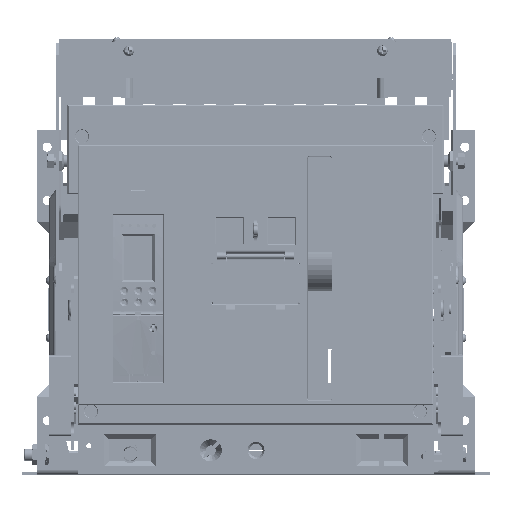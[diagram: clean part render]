
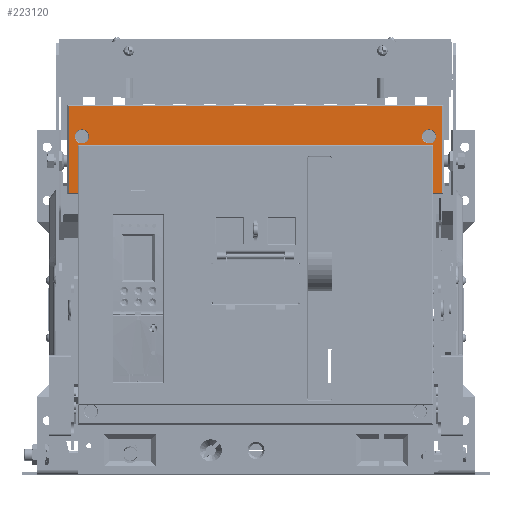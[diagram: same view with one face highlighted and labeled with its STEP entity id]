
A CAD part, top view. The second image highlights one B-rep face of the part: STEP entity #223120.
In plain terms, the highlighted planar face has unit normal (0, 0, 1).
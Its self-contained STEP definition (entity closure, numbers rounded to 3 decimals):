
#18698=CARTESIAN_POINT('',(41.5,326.501,-14.));
#18699=DIRECTION('',(0.,0.,1.));
#18700=DIRECTION('',(0.,1.,0.));
#18701=AXIS2_PLACEMENT_3D('',#18698,#18699,#18700);
#18703=DIRECTION('',(0.,-1.,0.));
#18704=VECTOR('',#18703,46.5);
#18705=CARTESIAN_POINT('',(40.5,326.501,-14.));
#18706=LINE('',#18705,#18704);
#18707=DIRECTION('',(-1.,0.,0.));
#18708=VECTOR('',#18707,9.);
#18709=CARTESIAN_POINT('',(40.5,280.001,-14.));
#18710=LINE('',#18709,#18708);
#18711=DIRECTION('',(0.,1.,0.));
#18712=VECTOR('',#18711,86.);
#18713=CARTESIAN_POINT('',(31.5,280.001,-14.));
#18714=LINE('',#18713,#18712);
#18715=DIRECTION('',(1.,0.,0.));
#18716=VECTOR('',#18715,371.);
#18717=CARTESIAN_POINT('',(31.5,366.001,-14.));
#18718=LINE('',#18717,#18716);
#18719=DIRECTION('',(-1.,0.,0.));
#18720=VECTOR('',#18719,9.);
#18721=CARTESIAN_POINT('',(402.5,280.001,-14.));
#18722=LINE('',#18721,#18720);
#18723=CARTESIAN_POINT('',(392.5,326.501,-14.));
#18724=DIRECTION('',(0.,0.,1.));
#18725=DIRECTION('',(1.,0.,0.));
#18726=AXIS2_PLACEMENT_3D('',#18723,#18724,#18725);
#18728=CARTESIAN_POINT('',(44.5,336.001,-14.));
#18729=DIRECTION('',(0.,0.,1.));
#18730=DIRECTION('',(-1.,0.,0.));
#18731=AXIS2_PLACEMENT_3D('',#18728,#18729,#18730);
#18733=CARTESIAN_POINT('',(44.5,336.001,-14.));
#18734=DIRECTION('',(0.,0.,1.));
#18735=DIRECTION('',(0.,-1.,0.));
#18736=AXIS2_PLACEMENT_3D('',#18733,#18734,#18735);
#18738=CARTESIAN_POINT('',(44.5,336.001,-14.));
#18739=DIRECTION('',(0.,0.,1.));
#18740=DIRECTION('',(1.,0.,0.));
#18741=AXIS2_PLACEMENT_3D('',#18738,#18739,#18740);
#18743=CARTESIAN_POINT('',(44.5,336.001,-14.));
#18744=DIRECTION('',(0.,0.,1.));
#18745=DIRECTION('',(0.,1.,0.));
#18746=AXIS2_PLACEMENT_3D('',#18743,#18744,#18745);
#18748=CARTESIAN_POINT('',(389.5,336.001,-14.));
#18749=DIRECTION('',(0.,0.,1.));
#18750=DIRECTION('',(-1.,0.,0.));
#18751=AXIS2_PLACEMENT_3D('',#18748,#18749,#18750);
#18753=CARTESIAN_POINT('',(389.5,336.001,-14.));
#18754=DIRECTION('',(0.,0.,1.));
#18755=DIRECTION('',(0.,-1.,0.));
#18756=AXIS2_PLACEMENT_3D('',#18753,#18754,#18755);
#18758=CARTESIAN_POINT('',(389.5,336.001,-14.));
#18759=DIRECTION('',(0.,0.,1.));
#18760=DIRECTION('',(1.,0.,0.));
#18761=AXIS2_PLACEMENT_3D('',#18758,#18759,#18760);
#18763=CARTESIAN_POINT('',(389.5,336.001,-14.));
#18764=DIRECTION('',(0.,0.,1.));
#18765=DIRECTION('',(0.,1.,0.));
#18766=AXIS2_PLACEMENT_3D('',#18763,#18764,#18765);
#18768=DIRECTION('',(1.,0.,0.));
#18769=VECTOR('',#18768,351.);
#18770=CARTESIAN_POINT('',(41.5,327.501,-14.));
#18771=LINE('',#18770,#18769);
#18810=DIRECTION('',(0.,-1.,0.));
#18811=VECTOR('',#18810,46.5);
#18812=CARTESIAN_POINT('',(393.5,326.501,-14.));
#18813=LINE('',#18812,#18811);
#18894=DIRECTION('',(0.,1.,0.));
#18895=VECTOR('',#18894,86.);
#18896=CARTESIAN_POINT('',(402.5,280.001,-14.));
#18897=LINE('',#18896,#18895);
#163520=CARTESIAN_POINT('',(40.5,280.001,-14.));
#163521=VERTEX_POINT('',#163520);
#163522=CARTESIAN_POINT('',(40.5,326.501,-14.));
#163523=VERTEX_POINT('',#163522);
#163614=CARTESIAN_POINT('',(31.5,366.001,-14.));
#163615=CARTESIAN_POINT('',(402.5,366.001,-14.));
#163616=VERTEX_POINT('',#163614);
#163617=VERTEX_POINT('',#163615);
#163618=CARTESIAN_POINT('',(41.5,327.501,-14.));
#163619=CARTESIAN_POINT('',(392.5,327.501,-14.));
#163620=VERTEX_POINT('',#163618);
#163621=VERTEX_POINT('',#163619);
#163622=CARTESIAN_POINT('',(31.5,280.001,-14.));
#163623=VERTEX_POINT('',#163622);
#163624=CARTESIAN_POINT('',(402.5,280.001,-14.));
#163625=VERTEX_POINT('',#163624);
#163626=CARTESIAN_POINT('',(393.5,280.001,-14.));
#163627=VERTEX_POINT('',#163626);
#163628=CARTESIAN_POINT('',(393.5,326.501,-14.));
#163629=VERTEX_POINT('',#163628);
#163630=CARTESIAN_POINT('',(37.5,336.001,-14.));
#163631=CARTESIAN_POINT('',(44.5,329.001,-14.));
#163632=VERTEX_POINT('',#163630);
#163633=VERTEX_POINT('',#163631);
#163634=CARTESIAN_POINT('',(51.5,336.001,-14.));
#163635=VERTEX_POINT('',#163634);
#163636=CARTESIAN_POINT('',(44.5,343.001,-14.));
#163637=VERTEX_POINT('',#163636);
#163638=CARTESIAN_POINT('',(382.5,336.001,-14.));
#163639=CARTESIAN_POINT('',(389.5,329.001,-14.));
#163640=VERTEX_POINT('',#163638);
#163641=VERTEX_POINT('',#163639);
#163642=CARTESIAN_POINT('',(396.5,336.001,-14.));
#163643=VERTEX_POINT('',#163642);
#163644=CARTESIAN_POINT('',(389.5,343.001,-14.));
#163645=VERTEX_POINT('',#163644);
#223075=CARTESIAN_POINT('',(217.,323.001,-14.));
#223076=DIRECTION('',(0.,0.,1.));
#223077=DIRECTION('',(0.,1.,0.));
#223078=AXIS2_PLACEMENT_3D('',#223075,#223076,#223077);
#223079=PLANE('',#223078);
#223081=ORIENTED_EDGE('',*,*,#223080,.F.);
#223083=ORIENTED_EDGE('',*,*,#223082,.T.);
#223084=ORIENTED_EDGE('',*,*,#222911,.T.);
#223086=ORIENTED_EDGE('',*,*,#223085,.T.);
#223088=ORIENTED_EDGE('',*,*,#223087,.T.);
#223089=ORIENTED_EDGE('',*,*,#223065,.T.);
#223091=ORIENTED_EDGE('',*,*,#223090,.F.);
#223093=ORIENTED_EDGE('',*,*,#223092,.T.);
#223095=ORIENTED_EDGE('',*,*,#223094,.F.);
#223097=ORIENTED_EDGE('',*,*,#223096,.T.);
#223098=EDGE_LOOP('',(#223081,#223083,#223084,#223086,#223088,#223089,#223091,
#223093,#223095,#223097));
#223099=FACE_OUTER_BOUND('',#223098,.F.);
#223101=ORIENTED_EDGE('',*,*,#223100,.T.);
#223103=ORIENTED_EDGE('',*,*,#223102,.T.);
#223105=ORIENTED_EDGE('',*,*,#223104,.T.);
#223107=ORIENTED_EDGE('',*,*,#223106,.T.);
#223108=EDGE_LOOP('',(#223101,#223103,#223105,#223107));
#223109=FACE_BOUND('',#223108,.F.);
#223111=ORIENTED_EDGE('',*,*,#223110,.T.);
#223113=ORIENTED_EDGE('',*,*,#223112,.T.);
#223115=ORIENTED_EDGE('',*,*,#223114,.T.);
#223117=ORIENTED_EDGE('',*,*,#223116,.T.);
#223118=EDGE_LOOP('',(#223111,#223113,#223115,#223117));
#223119=FACE_BOUND('',#223118,.F.);
#223120=ADVANCED_FACE('',(#223099,#223109,#223119),#223079,.T.);
#18702=CIRCLE('',#18701,1.);
#18727=CIRCLE('',#18726,1.);
#18732=CIRCLE('',#18731,7.);
#18737=CIRCLE('',#18736,7.);
#18742=CIRCLE('',#18741,7.);
#18747=CIRCLE('',#18746,7.);
#18752=CIRCLE('',#18751,7.);
#18757=CIRCLE('',#18756,7.);
#18762=CIRCLE('',#18761,7.);
#18767=CIRCLE('',#18766,7.);
#222911=EDGE_CURVE('',#163523,#163521,#18706,.T.);
#223065=EDGE_CURVE('',#163616,#163617,#18718,.T.);
#223080=EDGE_CURVE('',#163620,#163621,#18771,.T.);
#223082=EDGE_CURVE('',#163620,#163523,#18702,.T.);
#223085=EDGE_CURVE('',#163521,#163623,#18710,.T.);
#223087=EDGE_CURVE('',#163623,#163616,#18714,.T.);
#223090=EDGE_CURVE('',#163625,#163617,#18897,.T.);
#223092=EDGE_CURVE('',#163625,#163627,#18722,.T.);
#223094=EDGE_CURVE('',#163629,#163627,#18813,.T.);
#223096=EDGE_CURVE('',#163629,#163621,#18727,.T.);
#223100=EDGE_CURVE('',#163632,#163633,#18732,.T.);
#223102=EDGE_CURVE('',#163633,#163635,#18737,.T.);
#223104=EDGE_CURVE('',#163635,#163637,#18742,.T.);
#223106=EDGE_CURVE('',#163637,#163632,#18747,.T.);
#223110=EDGE_CURVE('',#163640,#163641,#18752,.T.);
#223112=EDGE_CURVE('',#163641,#163643,#18757,.T.);
#223114=EDGE_CURVE('',#163643,#163645,#18762,.T.);
#223116=EDGE_CURVE('',#163645,#163640,#18767,.T.);
